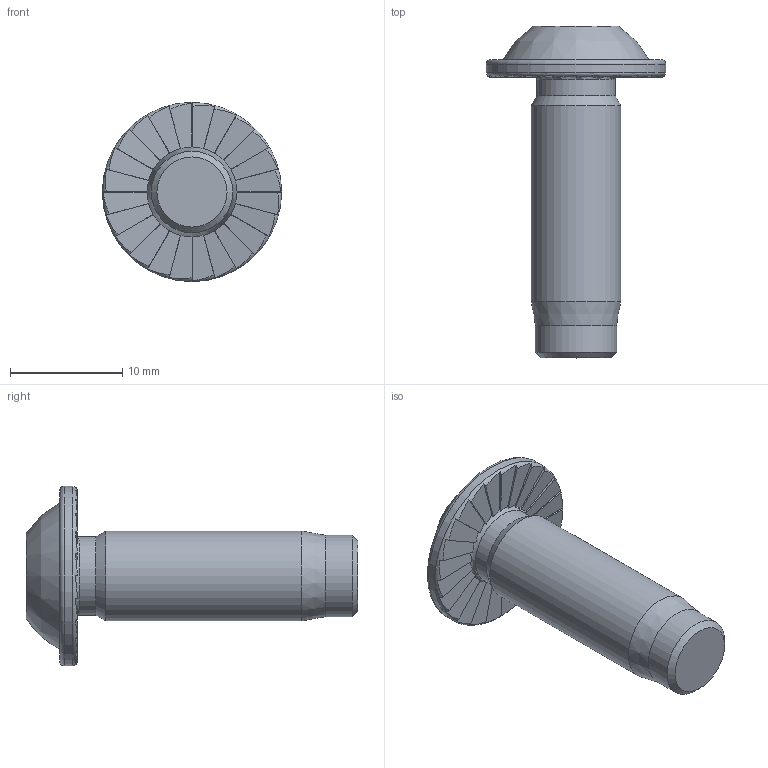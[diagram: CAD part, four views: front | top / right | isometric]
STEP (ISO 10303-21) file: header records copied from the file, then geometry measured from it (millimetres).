
FILE_DESCRIPTION(/* description */ ('KriTec Zentralschraube für Nut 8 Raster 30 - S8x25-T40'),/* implementation_level */ '2;1');
FILE_NAME(/* name */ '81041_KriTec_Zentralschraube_für_Nut_8_Raster_30_-_S8x25-T40.stp',/* time_stamp */ '2020-07-10T15:02:02+02:00',/* author */ ('Nell'),/* organization */ (''),/* preprocessor_version */ 'ST-DEVELOPER v17',/* originating_system */ 'Autodesk Inventor 2018',/* authorisation */ '');
FILE_SCHEMA (('AUTOMOTIVE_DESIGN { 1 0 10303 214 3 1 1 }'));
Length unit declared in the file: millimetre
Products named in the file (1): 81041
Bounding box: 16 x 29.6 x 16 mm (x, y, z)
Volume: 1697.7 mm3; surface area: 1186.5 mm2
Topology: 1 solids, 1 shells, 114 faces, 333 edges, 224 vertices
Faces by surface type: plane 89, cylinder 16, cone 5, torus 3, bspline 1
Full cylindrical faces by diameter (mm): 7 x1, 7.25 x1, 8 x1, 16 x1
Entity records: 4518 total; most frequent: CARTESIAN_POINT 1540, ORIENTED_EDGE 666, DIRECTION 593, EDGE_CURVE 333, AXIS2_PLACEMENT_3D 244, VERTEX_POINT 224, CIRCLE 130, EDGE_LOOP 117
